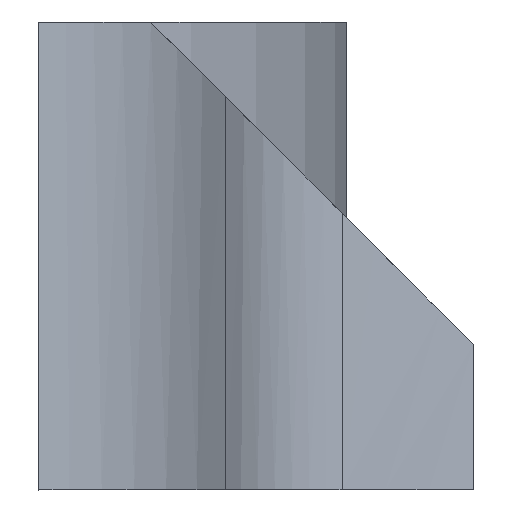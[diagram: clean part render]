
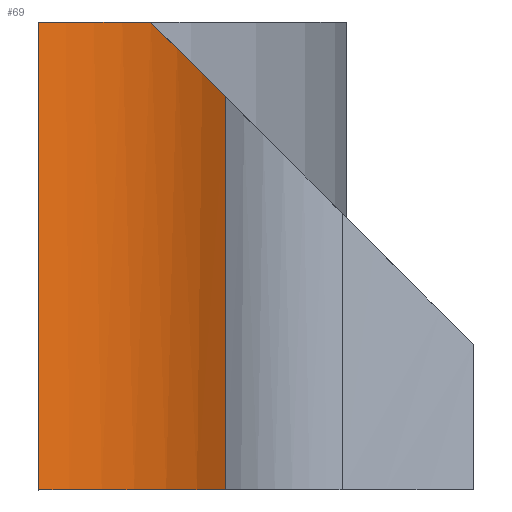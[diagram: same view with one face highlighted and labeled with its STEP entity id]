
A CAD part, front view. The second image highlights one B-rep face of the part: STEP entity #69.
In plain terms, the highlighted cylindrical face has radius 16 mm (diameter 32 mm), a partial arc.
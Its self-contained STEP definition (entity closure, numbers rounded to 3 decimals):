
#39=CYLINDRICAL_SURFACE('',#488,16.);
#53=ELLIPSE('',#487,22.627,16.);
#69=ADVANCED_FACE('',(#101),#39,.F.);
#101=FACE_OUTER_BOUND('',#124,.T.);
#124=EDGE_LOOP('',(#257,#258,#259,#260,#261));
#155=LINE('',#745,#185);
#160=LINE('',#752,#190);
#185=VECTOR('',#594,1.);
#190=VECTOR('',#603,1.);
#257=ORIENTED_EDGE('',*,*,#415,.T.);
#258=ORIENTED_EDGE('',*,*,#416,.T.);
#259=ORIENTED_EDGE('',*,*,#365,.F.);
#260=ORIENTED_EDGE('',*,*,#410,.F.);
#261=ORIENTED_EDGE('',*,*,#382,.T.);
#323=VERTEX_POINT('',#650);
#324=VERTEX_POINT('',#651);
#340=VERTEX_POINT('',#685);
#341=VERTEX_POINT('',#687);
#363=VERTEX_POINT('',#753);
#365=EDGE_CURVE('',#323,#324,#428,.T.);
#382=EDGE_CURVE('',#341,#340,#439,.T.);
#410=EDGE_CURVE('',#341,#323,#155,.T.);
#415=EDGE_CURVE('',#340,#363,#160,.T.);
#416=EDGE_CURVE('',#363,#324,#53,.T.);
#428=CIRCLE('',#451,16.);
#439=CIRCLE('',#464,16.);
#451=AXIS2_PLACEMENT_3D('',#649,#508,#509);
#464=AXIS2_PLACEMENT_3D('',#686,#540,#541);
#487=AXIS2_PLACEMENT_3D('',#754,#604,#605);
#488=AXIS2_PLACEMENT_3D('',#755,#606,#607);
#508=DIRECTION('',(0.,0.,-1.));
#509=DIRECTION('',(0.193,-0.981,0.));
#540=DIRECTION('',(0.,0.,-1.));
#541=DIRECTION('',(0.193,-0.981,0.));
#594=DIRECTION('',(0.,0.,1.));
#603=DIRECTION('',(0.,0.,1.));
#604=DIRECTION('',(0.707,0.,0.707));
#605=DIRECTION('',(-0.707,0.,0.707));
#606=DIRECTION('',(0.,0.,1.));
#607=DIRECTION('',(1.,0.,0.));
#649=CARTESIAN_POINT('',(-15.782,-39.135,37.));
#650=CARTESIAN_POINT('',(-22.,-24.393,37.));
#651=CARTESIAN_POINT('',(-13.125,-23.357,37.));
#685=CARTESIAN_POINT('',(-7.202,-25.63,0.));
#686=CARTESIAN_POINT('',(-15.782,-39.135,0.));
#687=CARTESIAN_POINT('',(-22.,-24.393,0.));
#745=CARTESIAN_POINT('',(-22.,-24.393,0.));
#752=CARTESIAN_POINT('',(-7.202,-25.63,0.));
#753=CARTESIAN_POINT('',(-7.202,-25.63,31.076));
#754=CARTESIAN_POINT('',(-15.782,-39.135,39.656));
#755=CARTESIAN_POINT('',(-15.782,-39.135,0.));
